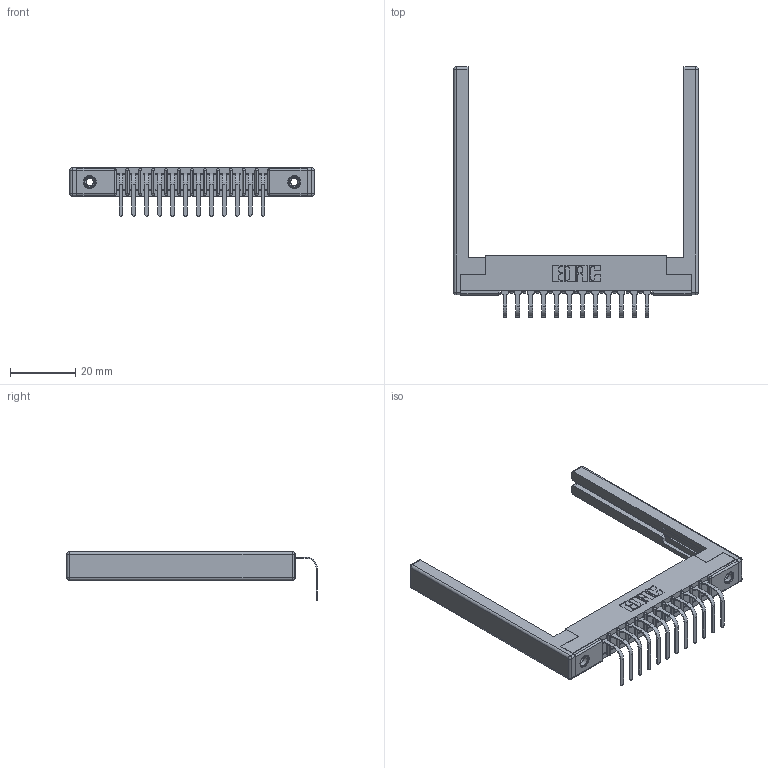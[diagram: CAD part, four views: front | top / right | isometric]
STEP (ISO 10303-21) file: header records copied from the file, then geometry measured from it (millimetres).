
FILE_DESCRIPTION (( 'STEP AP203' ), '1' );
FILE_NAME ('357-012-558-168.STEP', '2022-07-13T22:05:32', ( '' ), ( '' ), 'SwSTEP 2.0', 'SolidWorks 2020', '' );
FILE_SCHEMA (( 'CONFIG_CONTROL_DESIGN' ));
Length unit declared in the file: inch
Products named in the file (5): 307 Part_.156 Dia Mounting Holes; 345-250-001_345-250-001-102; 307-220-068; 307-290-001_558 - 2 (Single); 357-012-558-168
Assembly tree (17 placements, depth 2):
  357-012-558-168
    307 Part_.156 Dia Mounting Holes
    307-290-001_558 - 2 (Single)  x12
    307-220-068  x2
    345-250-001_345-250-001-102  x2
Bounding box: 74.98 x 76.75 x 14.81 mm (x, y, z)
Volume: 9379.9 mm3; surface area: 11504.2 mm2
Topology: 17 solids, 17 shells, 1005 faces, 2801 edges, 1794 vertices
Faces by surface type: plane 626, cylinder 329, sphere 34, cone 12, torus 4
Entity records: 16849 total; most frequent: CARTESIAN_POINT 2793, ORIENTED_EDGE 2768, DIRECTION 2752, EDGE_CURVE 1384, VECTOR 1046, LINE 1046, VERTEX_POINT 894, AXIS2_PLACEMENT_3D 853
